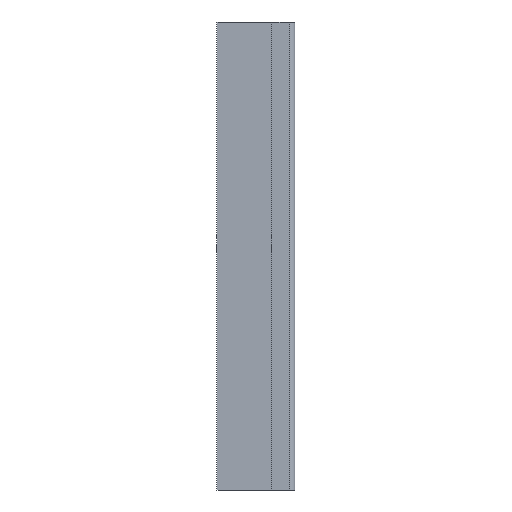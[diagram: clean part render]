
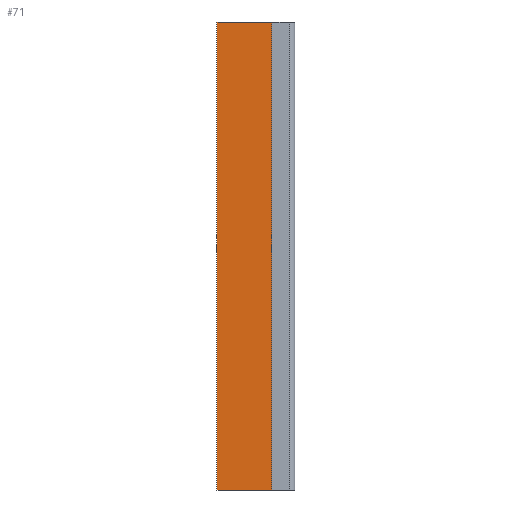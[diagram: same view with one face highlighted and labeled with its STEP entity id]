
A CAD part, left-side view. The second image highlights one B-rep face of the part: STEP entity #71.
In plain terms, the highlighted planar face has unit normal (-1, 0, 0).
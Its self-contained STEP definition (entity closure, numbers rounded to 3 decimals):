
#71=ADVANCED_FACE('',(#217),#219,.T.);
#217=FACE_BOUND('',#218,.T.);
#218=EDGE_LOOP('',(#389,#390,#391,#392));
#219=PLANE('',#220);
#220=AXIS2_PLACEMENT_3D('',#221,#222,#223);
#221=CARTESIAN_POINT('',(23.5,-22.142,0.));
#222=DIRECTION('',(-1.,0.,0.));
#223=DIRECTION('',(0.,1.,0.));
#389=ORIENTED_EDGE('',*,*,#479,.F.);
#390=ORIENTED_EDGE('',*,*,#495,.T.);
#391=ORIENTED_EDGE('',*,*,#496,.T.);
#392=ORIENTED_EDGE('',*,*,#497,.T.);
#479=EDGE_CURVE('',#575,#576,#577,.T.);
#495=EDGE_CURVE('',#575,#599,#600,.T.);
#496=EDGE_CURVE('',#599,#601,#602,.T.);
#497=EDGE_CURVE('',#601,#576,#603,.T.);
#575=VERTEX_POINT('',#779);
#576=VERTEX_POINT('',#780);
#577=LINE('',#781,#782);
#599=VERTEX_POINT('',#839);
#600=LINE('',#840,#841);
#601=VERTEX_POINT('',#843);
#602=LINE('',#844,#845);
#603=LINE('',#847,#848);
#779=CARTESIAN_POINT('',(23.5,3.5,0.));
#780=CARTESIAN_POINT('',(23.5,3.5,-300.));
#781=CARTESIAN_POINT('',(23.5,3.5,0.));
#782=VECTOR('',#783,1.);
#783=DIRECTION('',(0.,0.,-1.));
#839=CARTESIAN_POINT('',(23.5,50.,0.));
#840=CARTESIAN_POINT('',(23.5,3.5,0.));
#841=VECTOR('',#842,1.);
#842=DIRECTION('',(0.,1.,0.));
#843=CARTESIAN_POINT('',(23.5,50.,-300.));
#844=CARTESIAN_POINT('',(23.5,50.,0.));
#845=VECTOR('',#846,1.);
#846=DIRECTION('',(0.,0.,-1.));
#847=CARTESIAN_POINT('',(23.5,50.,-300.));
#848=VECTOR('',#849,1.);
#849=DIRECTION('',(0.,-1.,0.));
